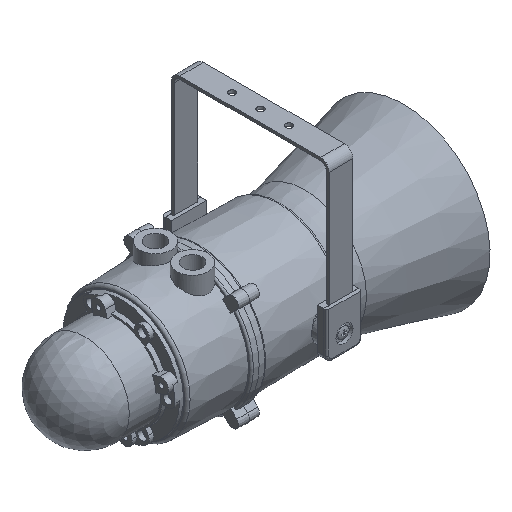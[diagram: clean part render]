
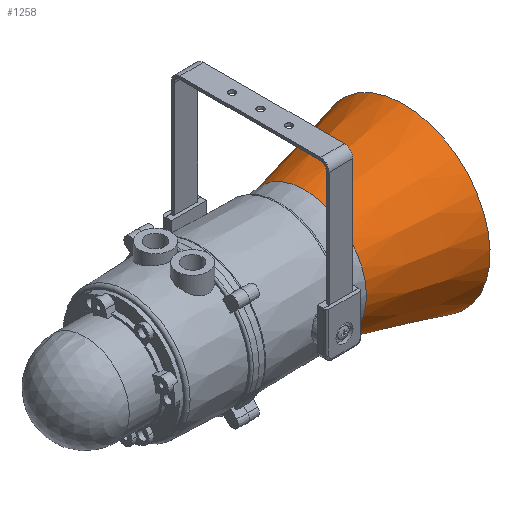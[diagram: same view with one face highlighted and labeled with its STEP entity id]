
A CAD part, isometric view. The second image highlights one B-rep face of the part: STEP entity #1258.
In plain terms, the highlighted conical face has half-angle 14.048 degrees and reference radius 90.695 mm.
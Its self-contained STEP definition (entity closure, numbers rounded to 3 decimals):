
#615 = CONICAL_SURFACE ( 'NONE', #5248, 90.695, 0.245 ) ;
#785 = DIRECTION ( 'NONE',  ( 1., 0., 0. ) ) ;
#1258 = ADVANCED_FACE ( 'NONE', ( #3096, #3804 ), #615, .T. ) ;
#1857 = CARTESIAN_POINT ( 'NONE',  ( -122.967, 0., 0. ) ) ;
#2504 = CARTESIAN_POINT ( 'NONE',  ( -122.967, 0., 0. ) ) ;
#3096 = FACE_BOUND ( 'NONE', #9757, .T. ) ;
#3285 = DIRECTION ( 'NONE',  ( 0., 1., 0. ) ) ;
#3717 = DIRECTION ( 'NONE',  ( -1., 0., 0. ) ) ;
#3804 = FACE_OUTER_BOUND ( 'NONE', #9772, .T. ) ;
#4530 = CARTESIAN_POINT ( 'NONE',  ( -19.019, 64.686, 0. ) ) ;
#4824 = CIRCLE ( 'NONE', #6321, 90.695 ) ;
#5248 = AXIS2_PLACEMENT_3D ( 'NONE', #1857, #3717, #9699 ) ;
#5476 = CARTESIAN_POINT ( 'NONE',  ( -19.019, 0., 0. ) ) ;
#5858 = VERTEX_POINT ( 'NONE', #9685 ) ;
#6194 = DIRECTION ( 'NONE',  ( 0., 1., 0. ) ) ;
#6255 = ORIENTED_EDGE ( 'NONE', *, *, #9728, .F. ) ;
#6321 = AXIS2_PLACEMENT_3D ( 'NONE', #2504, #7667, #3285 ) ;
#6421 = AXIS2_PLACEMENT_3D ( 'NONE', #5476, #785, #6194 ) ;
#7667 = DIRECTION ( 'NONE',  ( 1., 0., 0. ) ) ;
#7799 = VERTEX_POINT ( 'NONE', #4530 ) ;
#8739 = CIRCLE ( 'NONE', #6421, 64.686 ) ;
#9685 = CARTESIAN_POINT ( 'NONE',  ( -122.967, 90.695, 0. ) ) ;
#9699 = DIRECTION ( 'NONE',  ( 0., -1., 0. ) ) ;
#9728 = EDGE_CURVE ( 'NONE', #7799, #7799, #8739, .T. ) ;
#9735 = EDGE_CURVE ( 'NONE', #5858, #5858, #4824, .T. ) ;
#9738 = ORIENTED_EDGE ( 'NONE', *, *, #9735, .T. ) ;
#9757 = EDGE_LOOP ( 'NONE', ( #6255 ) ) ;
#9772 = EDGE_LOOP ( 'NONE', ( #9738 ) ) ;
